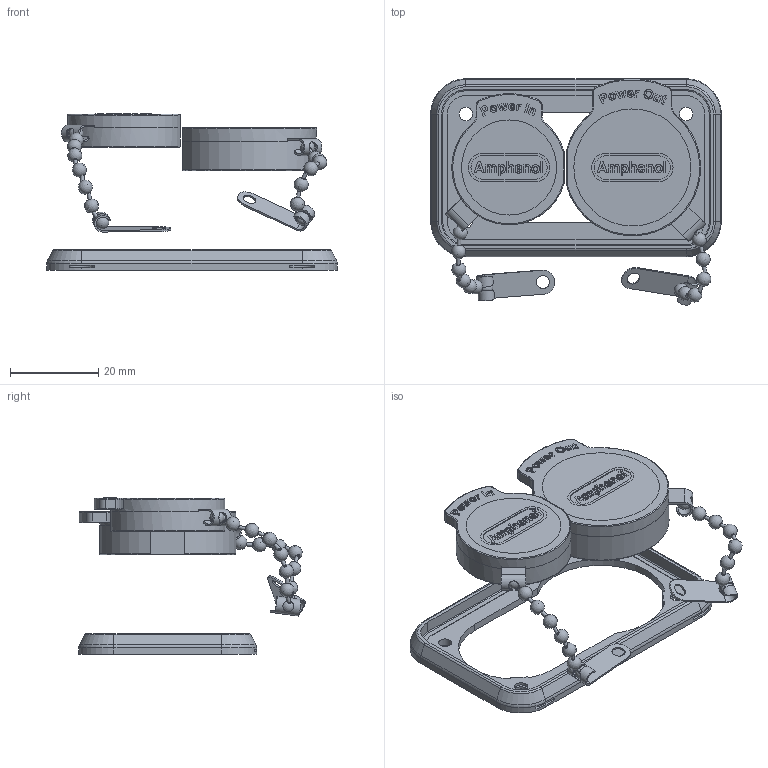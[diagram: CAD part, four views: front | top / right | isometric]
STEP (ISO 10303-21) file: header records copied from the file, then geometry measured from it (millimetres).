
FILE_DESCRIPTION(/* description */ (''),/* implementation_level */ '2;1');
FILE_NAME(/* name */ 'HPT-CAPD.stp',/* time_stamp */ '2019-07-26T16:04:30+10:00',/* author */ ('thien'),/* organization */ (''),/* preprocessor_version */ 'ST-DEVELOPER v17',/* originating_system */ 'Autodesk Inventor 2018',/* authorisation */ '');
FILE_SCHEMA (('CONFIG_CONTROL_DESIGN'));
Products named in the file (15): HPT-CAPD; 50250031-830; Amphenol plastic inlet; seal inlet final second design-01; 52370011-732; 50250030-830; cap outlet power sealed second design-01; seal outlet final second design; 52370011-732_1; 53660002-530; 53660002-530_1; bead; wire; 52730008-830; 52370011-731
Assembly tree (44 placements, depth 3):
  HPT-CAPD
    52730008-830  x2
    50250031-830
      Amphenol plastic inlet
      seal inlet final second design-01
      52370011-732
    52370011-731  x2
    50250030-830
      cap outlet power sealed second design-01
      seal outlet final second design
      52370011-732_1
    53660002-530
      bead  x8
      wire  x7
    53660002-530_1
      bead  x8
      wire  x7
Bounding box: 66 x 51.43 x 35.53 mm (x, y, z)
Volume: 14111.9 mm3; surface area: 20544 mm2
Topology: 40 solids, 40 shells, 1319 faces, 3396 edges, 2206 vertices
Faces by surface type: plane 609, cylinder 362, bspline 189, cone 85, torus 52, sphere 22
Full cylindrical faces by diameter (mm): 0.6 x32, 0.672 x2, 0.762 x2, 0.8 x14, 2 x4, 2.5 x4, 3 x24, 21.6 x2, 23.2 x1, 23.7 x1, 28.1 x1
Entity records: 38293 total; most frequent: CARTESIAN_POINT 11111, ORIENTED_EDGE 5568, DIRECTION 4866, EDGE_CURVE 2784, VERTEX_POINT 1819, LINE 1688, VECTOR 1688, AXIS2_PLACEMENT_3D 1589
